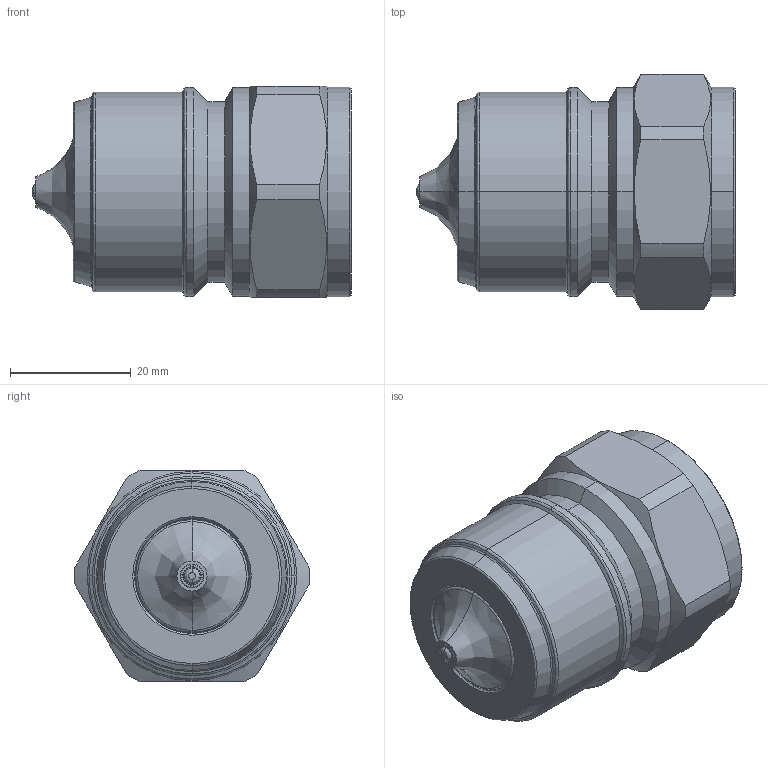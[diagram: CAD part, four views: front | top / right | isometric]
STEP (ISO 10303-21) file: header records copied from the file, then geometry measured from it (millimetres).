
FILE_DESCRIPTION (( 'STEP AP214' ), '1' );
FILE_NAME ('7521 RFV.STEP', '2015-09-03T15:00:15', ( 'admin' ), ( 'Microsoft' ), 'SwSTEP 2.0', 'SolidWorks 2009', '' );
FILE_SCHEMA (( 'AUTOMOTIVE_DESIGN' ));
Length unit declared in the file: millimetre
Products named in the file (1): 7521 RFV
Bounding box: 52.7 x 38.99 x 35 mm (x, y, z)
Volume: 33205.5 mm3; surface area: 8554.4 mm2
Topology: 1 solids, 1 shells, 77 faces, 172 edges, 102 vertices
Faces by surface type: cone 28, cylinder 22, bspline 14, plane 13
Entity records: 2554 total; most frequent: CARTESIAN_POINT 702, DIRECTION 376, ORIENTED_EDGE 344, EDGE_CURVE 172, AXIS2_PLACEMENT_3D 160, VERTEX_POINT 102, CIRCLE 96, EDGE_LOOP 82
